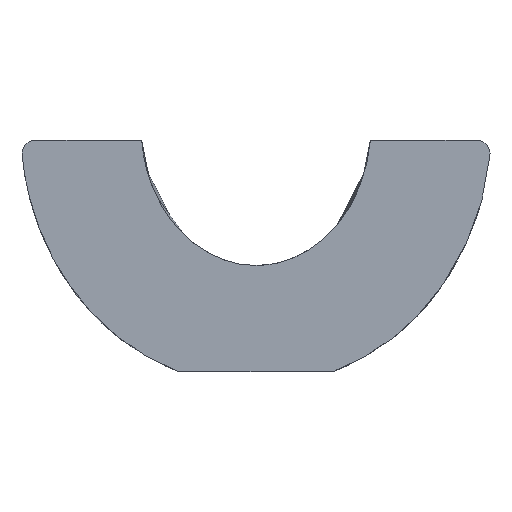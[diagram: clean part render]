
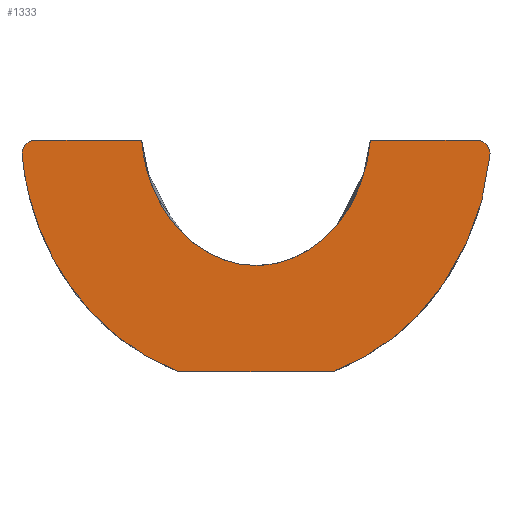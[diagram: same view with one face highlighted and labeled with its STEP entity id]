
A CAD part, front view. The second image highlights one B-rep face of the part: STEP entity #1333.
In plain terms, the highlighted planar face has unit normal (0, -1, 0).
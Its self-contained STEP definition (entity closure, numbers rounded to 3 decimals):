
#73=B_SPLINE_CURVE_WITH_KNOTS('',3,(#1944,#1945,#1946,#1947,#1948,#1949,
#1950,#1951,#1952,#1953),.UNSPECIFIED.,.F.,.F.,(4,3,3,4),(0.,0.144,
0.239,0.335),.UNSPECIFIED.);
#74=B_SPLINE_CURVE_WITH_KNOTS('',3,(#1955,#1956,#1957,#1958,#1959,#1960,
#1961,#1962,#1963,#1964),.UNSPECIFIED.,.F.,.F.,(4,3,3,4),(3.447,
3.532,3.981,4.591),.UNSPECIFIED.);
#75=B_SPLINE_CURVE_WITH_KNOTS('',3,(#1968,#1969,#1970,#1971,#1972,#1973,
#1974,#1975,#1976,#1977),.UNSPECIFIED.,.F.,.F.,(4,3,3,4),(1.692,
1.884,2.425,2.836),.UNSPECIFIED.);
#76=B_SPLINE_CURVE_WITH_KNOTS('',3,(#1979,#1980,#1981,#1982,#1983,#1984,
#1985,#1986,#1987,#1988),.UNSPECIFIED.,.F.,.F.,(4,3,3,4),(0.,0.096,
0.192,0.335),.UNSPECIFIED.);
#119=ELLIPSE('',#1423,20.175,16.7);
#120=ELLIPSE('',#1424,20.175,16.7);
#154=FACE_OUTER_BOUND('',#229,.T.);
#229=EDGE_LOOP('',(#983,#984,#985,#986,#987,#988,#989,#990,#991));
#362=LINE('',#1942,#485);
#363=LINE('',#1966,#486);
#364=LINE('',#1989,#487);
#485=VECTOR('',#1617,10.);
#486=VECTOR('',#1618,10.);
#487=VECTOR('',#1619,10.);
#584=VERTEX_POINT('',#1936);
#585=VERTEX_POINT('',#1937);
#586=VERTEX_POINT('',#1939);
#587=VERTEX_POINT('',#1941);
#588=VERTEX_POINT('',#1943);
#589=VERTEX_POINT('',#1954);
#590=VERTEX_POINT('',#1965);
#591=VERTEX_POINT('',#1967);
#592=VERTEX_POINT('',#1978);
#738=EDGE_CURVE('',#584,#585,#119,.T.);
#739=EDGE_CURVE('',#585,#586,#120,.T.);
#740=EDGE_CURVE('',#586,#587,#362,.T.);
#741=EDGE_CURVE('',#588,#587,#73,.T.);
#742=EDGE_CURVE('',#589,#588,#74,.T.);
#743=EDGE_CURVE('',#589,#590,#363,.T.);
#744=EDGE_CURVE('',#591,#590,#75,.T.);
#745=EDGE_CURVE('',#592,#591,#76,.T.);
#746=EDGE_CURVE('',#592,#584,#364,.T.);
#983=ORIENTED_EDGE('',*,*,#738,.T.);
#984=ORIENTED_EDGE('',*,*,#739,.T.);
#985=ORIENTED_EDGE('',*,*,#740,.T.);
#986=ORIENTED_EDGE('',*,*,#741,.F.);
#987=ORIENTED_EDGE('',*,*,#742,.F.);
#988=ORIENTED_EDGE('',*,*,#743,.T.);
#989=ORIENTED_EDGE('',*,*,#744,.F.);
#990=ORIENTED_EDGE('',*,*,#745,.F.);
#991=ORIENTED_EDGE('',*,*,#746,.T.);
#1283=PLANE('',#1422);
#1333=ADVANCED_FACE('',(#154),#1283,.F.);
#1422=AXIS2_PLACEMENT_3D('',#1935,#1611,#1612);
#1423=AXIS2_PLACEMENT_3D('',#1938,#1613,#1614);
#1424=AXIS2_PLACEMENT_3D('',#1940,#1615,#1616);
#1611=DIRECTION('center_axis',(0.,1.,0.));
#1612=DIRECTION('ref_axis',(1.,0.,0.));
#1613=DIRECTION('center_axis',(0.,1.,0.));
#1614=DIRECTION('ref_axis',(0.,0.,1.));
#1615=DIRECTION('center_axis',(0.,1.,0.));
#1616=DIRECTION('ref_axis',(0.,0.,1.));
#1617=DIRECTION('',(-1.,0.,0.));
#1618=DIRECTION('',(1.,0.,0.));
#1619=DIRECTION('',(-1.,0.,0.));
#1935=CARTESIAN_POINT('Origin',(16.7,0.,2.376));
#1936=CARTESIAN_POINT('',(33.318,0.,18.175));
#1937=CARTESIAN_POINT('',(16.698,0.,0.));
#1938=CARTESIAN_POINT('Origin',(16.7,0.,20.175));
#1939=CARTESIAN_POINT('',(0.077,0.,18.175));
#1940=CARTESIAN_POINT('Origin',(16.694,0.,20.175));
#1941=CARTESIAN_POINT('',(-15.304,0.,18.175));
#1942=CARTESIAN_POINT('',(16.7,0.,18.175));
#1943=CARTESIAN_POINT('',(-17.294,0.,15.974));
#1944=CARTESIAN_POINT('Ctrl Pts',(-17.294,0.,
15.974));
#1945=CARTESIAN_POINT('Ctrl Pts',(-17.342,0.,
16.449));
#1946=CARTESIAN_POINT('Ctrl Pts',(-17.212,0.,
16.94));
#1947=CARTESIAN_POINT('Ctrl Pts',(-16.937,0.,
17.33));
#1948=CARTESIAN_POINT('Ctrl Pts',(-16.753,0.,
17.59));
#1949=CARTESIAN_POINT('Ctrl Pts',(-16.506,0.,
17.805));
#1950=CARTESIAN_POINT('Ctrl Pts',(-16.223,0.,
17.951));
#1951=CARTESIAN_POINT('Ctrl Pts',(-15.941,0.,
18.097));
#1952=CARTESIAN_POINT('Ctrl Pts',(-15.623,0.,
18.175));
#1953=CARTESIAN_POINT('Ctrl Pts',(-15.304,0.,
18.175));
#1954=CARTESIAN_POINT('',(5.46,0.,-15.422));
#1955=CARTESIAN_POINT('Ctrl Pts',(5.46,0.,-15.422));
#1956=CARTESIAN_POINT('Ctrl Pts',(4.463,0.,-15.045));
#1957=CARTESIAN_POINT('Ctrl Pts',(3.488,0.,-14.619));
#1958=CARTESIAN_POINT('Ctrl Pts',(2.541,0.,-14.148));
#1959=CARTESIAN_POINT('Ctrl Pts',(-2.425,0.,-11.678));
#1960=CARTESIAN_POINT('Ctrl Pts',(-6.612,0.,-8.004));
#1961=CARTESIAN_POINT('Ctrl Pts',(-9.784,0.,-3.733));
#1962=CARTESIAN_POINT('Ctrl Pts',(-14.095,0.,2.071));
#1963=CARTESIAN_POINT('Ctrl Pts',(-16.586,0.,8.954));
#1964=CARTESIAN_POINT('Ctrl Pts',(-17.294,0.,15.974));
#1965=CARTESIAN_POINT('',(27.945,0.,-15.422));
#1966=CARTESIAN_POINT('',(5.442,0.,-15.422));
#1967=CARTESIAN_POINT('',(50.691,0.,15.973));
#1968=CARTESIAN_POINT('Ctrl Pts',(50.691,0.,15.973));
#1969=CARTESIAN_POINT('Ctrl Pts',(50.467,0.,13.763));
#1970=CARTESIAN_POINT('Ctrl Pts',(50.066,0.,11.57));
#1971=CARTESIAN_POINT('Ctrl Pts',(49.488,0.,9.418));
#1972=CARTESIAN_POINT('Ctrl Pts',(47.864,0.,3.365));
#1973=CARTESIAN_POINT('Ctrl Pts',(44.82,0.,-2.39));
#1974=CARTESIAN_POINT('Ctrl Pts',(40.366,0.,-7.081));
#1975=CARTESIAN_POINT('Ctrl Pts',(36.971,0.,-10.657));
#1976=CARTESIAN_POINT('Ctrl Pts',(32.735,0.,-13.599));
#1977=CARTESIAN_POINT('Ctrl Pts',(27.945,0.,-15.422));
#1978=CARTESIAN_POINT('',(48.702,0.,18.175));
#1979=CARTESIAN_POINT('Ctrl Pts',(48.702,0.,18.175));
#1980=CARTESIAN_POINT('Ctrl Pts',(49.02,0.,18.175));
#1981=CARTESIAN_POINT('Ctrl Pts',(49.338,0.,
18.097));
#1982=CARTESIAN_POINT('Ctrl Pts',(49.621,0.,
17.951));
#1983=CARTESIAN_POINT('Ctrl Pts',(49.903,0.,
17.804));
#1984=CARTESIAN_POINT('Ctrl Pts',(50.151,0.,17.589));
#1985=CARTESIAN_POINT('Ctrl Pts',(50.334,0.,17.329));
#1986=CARTESIAN_POINT('Ctrl Pts',(50.609,0.,16.939));
#1987=CARTESIAN_POINT('Ctrl Pts',(50.74,0.,16.448));
#1988=CARTESIAN_POINT('Ctrl Pts',(50.691,0.,15.973));
#1989=CARTESIAN_POINT('',(16.7,0.,18.175));
